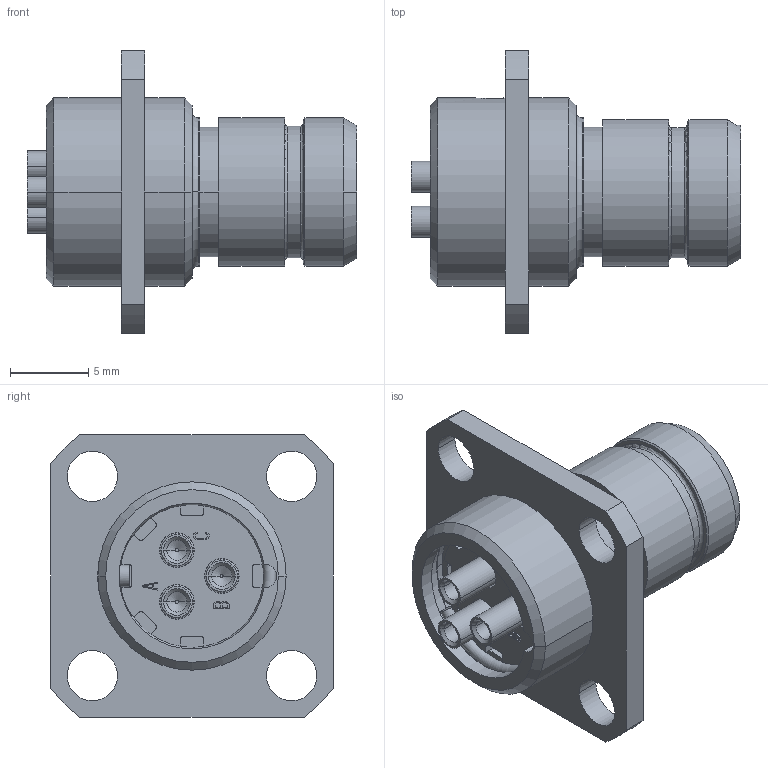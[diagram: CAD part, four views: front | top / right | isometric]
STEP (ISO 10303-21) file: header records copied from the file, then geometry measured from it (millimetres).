
FILE_DESCRIPTION((''),'2;1');
FILE_NAME('1332E003FZ','2024-07-24T11:37:06',('paultorloting'),('NET AG system integration'),'CREO PARAMETRIC BY PTC INC, 2021404','CREO PARAMETRIC BY PTC INC, 2021404','');
FILE_SCHEMA(('AUTOMOTIVE_DESIGN { 1 0 10303 214 1 1 1 1 }'));
Length unit declared in the file: millimetre
Products named in the file (1): 1332E003FZ
Bounding box: 21 x 18 x 18 mm (x, y, z)
Volume: 1656.1 mm3; surface area: 2545.3 mm2
Topology: 1 solids, 4 shells, 495 faces, 1307 edges, 854 vertices
Faces by surface type: plane 320, cylinder 117, torus 29, cone 29
Entity records: 19350 total; most frequent: CARTESIAN_POINT 3167, ORIENTED_EDGE 2614, DIRECTION 2608, EDGE_CURVE 1307, VECTOR 893, LINE 893, AXIS2_PLACEMENT_3D 856, VERTEX_POINT 854
